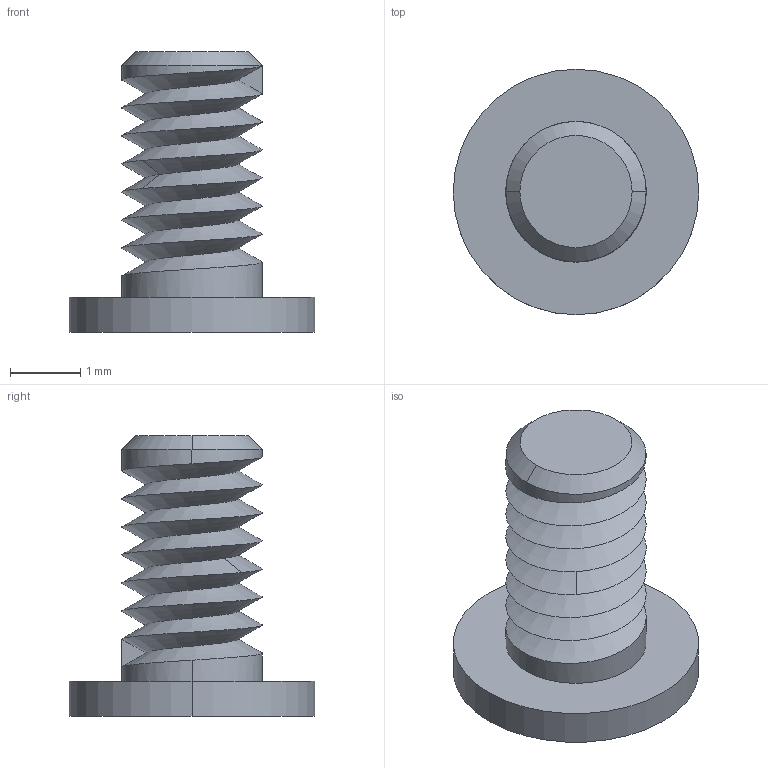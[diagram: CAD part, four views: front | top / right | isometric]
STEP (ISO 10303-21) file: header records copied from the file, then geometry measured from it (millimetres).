
FILE_DESCRIPTION(/* description */ (''),/* implementation_level */ '2;1');
FILE_NAME(/* name */ 'CONCORD_FAN_SCREW.stp',/* time_stamp */ '2023-11-01T20:45:57+03:00',/* author */ (''),/* organization */ (''),/* preprocessor_version */ 'ST-DEVELOPER v16.7',/* originating_system */ 'SIEMENS PLM Software NX 12.0',/* authorisation */ '');
FILE_SCHEMA (('AUTOMOTIVE_DESIGN { 1 0 10303 214 3 1 1 1 }'));
Length unit declared in the file: millimetre
Products named in the file (1): CONCORD_FAN_SCREW
Bounding box: 3.5 x 3.5 x 4 mm (x, y, z)
Volume: 12.5 mm3; surface area: 59.5 mm2
Topology: 1 solids, 1 shells, 34 faces, 94 edges, 64 vertices
Faces by surface type: plane 18, cylinder 10, bspline 4, cone 2
Entity records: 2719 total; most frequent: CARTESIAN_POINT 1854, ORIENTED_EDGE 188, DIRECTION 153, EDGE_CURVE 94, VERTEX_POINT 64, LINE 55, VECTOR 55, AXIS2_PLACEMENT_3D 49
